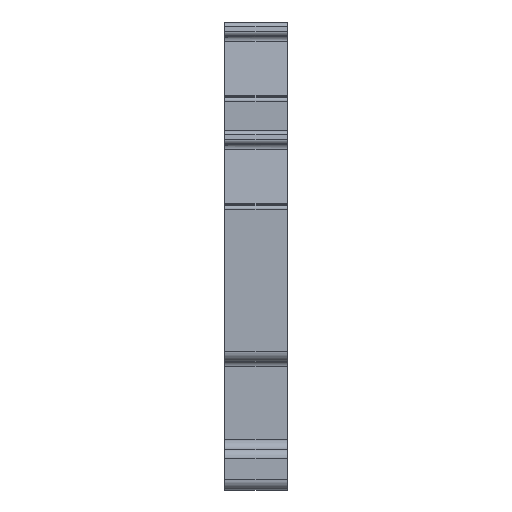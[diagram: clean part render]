
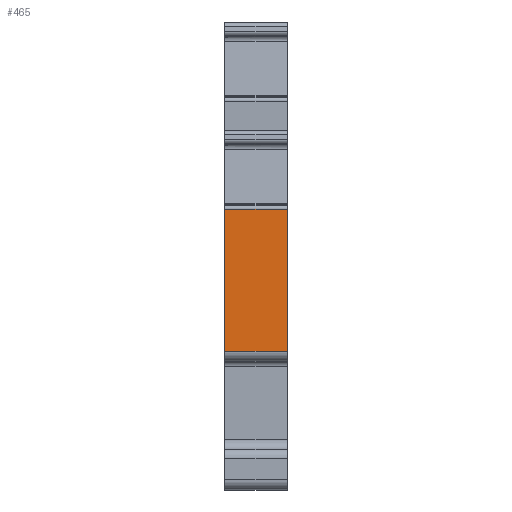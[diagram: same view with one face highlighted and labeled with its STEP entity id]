
A CAD part, left-side view. The second image highlights one B-rep face of the part: STEP entity #465.
In plain terms, the highlighted planar face has unit normal (-1, 0, 0).
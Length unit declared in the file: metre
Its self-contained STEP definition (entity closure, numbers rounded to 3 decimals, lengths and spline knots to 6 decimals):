
#465 = ADVANCED_FACE( '', ( #1274 ), #1275, .T. );
#1274 = FACE_OUTER_BOUND( '', #2436, .T. );
#1275 = PLANE( '', #2437 );
#2436 = EDGE_LOOP( '', ( #3748, #3749, #3750, #3751 ) );
#2437 = AXIS2_PLACEMENT_3D( '', #3752, #3753, #3754 );
#3748 = ORIENTED_EDGE( '', *, *, #7361, .T. );
#3749 = ORIENTED_EDGE( '', *, *, #7362, .T. );
#3750 = ORIENTED_EDGE( '', *, *, #7363, .T. );
#3751 = ORIENTED_EDGE( '', *, *, #7364, .T. );
#3752 = CARTESIAN_POINT( '', ( -0.04, 0.00615, 0.0115 ) );
#3753 = DIRECTION( '', ( -1., 0., 0. ) );
#3754 = DIRECTION( '', ( 0., 0., 1. ) );
#7361 = EDGE_CURVE( '', #8953, #8954, #8955, .T. );
#7362 = EDGE_CURVE( '', #8954, #8956, #8957, .T. );
#7363 = EDGE_CURVE( '', #8956, #8958, #8959, .T. );
#7364 = EDGE_CURVE( '', #8958, #8953, #8960, .T. );
#8953 = VERTEX_POINT( '', #11251 );
#8954 = VERTEX_POINT( '', #11252 );
#8955 = LINE( '', #11253, #11254 );
#8956 = VERTEX_POINT( '', #11255 );
#8957 = LINE( '', #11256, #11257 );
#8958 = VERTEX_POINT( '', #11258 );
#8959 = LINE( '', #11259, #11260 );
#8960 = LINE( '', #11261, #11262 );
#11251 = CARTESIAN_POINT( '', ( -0.04, 0.00615, 0.0115 ) );
#11252 = CARTESIAN_POINT( '', ( -0.04, 0.00615, -0.00245 ) );
#11253 = CARTESIAN_POINT( '', ( -0.04, 0.00615, 0.0115 ) );
#11254 = VECTOR( '', #14078, 1. );
#11255 = CARTESIAN_POINT( '', ( -0.04, 0., -0.00245 ) );
#11256 = CARTESIAN_POINT( '', ( -0.04, 0.00615, -0.00245 ) );
#11257 = VECTOR( '', #14079, 1. );
#11258 = CARTESIAN_POINT( '', ( -0.04, 0., 0.0115 ) );
#11259 = CARTESIAN_POINT( '', ( -0.04, 0., 0.0115 ) );
#11260 = VECTOR( '', #14080, 1. );
#11261 = CARTESIAN_POINT( '', ( -0.04, 0.00615, 0.0115 ) );
#11262 = VECTOR( '', #14081, 1. );
#14078 = DIRECTION( '', ( 0., 0., -1. ) );
#14079 = DIRECTION( '', ( 0., -1., 0. ) );
#14080 = DIRECTION( '', ( 0., 0., 1. ) );
#14081 = DIRECTION( '', ( 0., 1., 0. ) );
